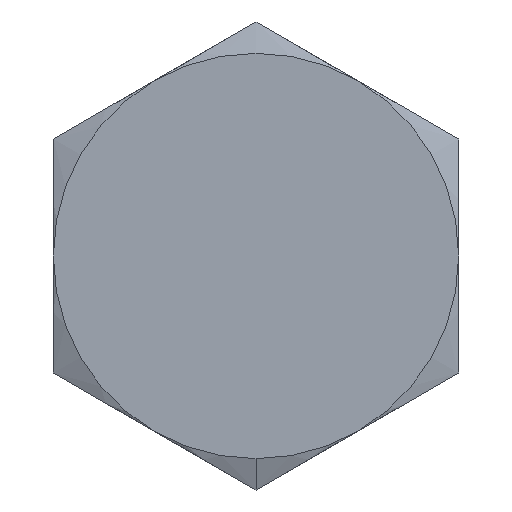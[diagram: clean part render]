
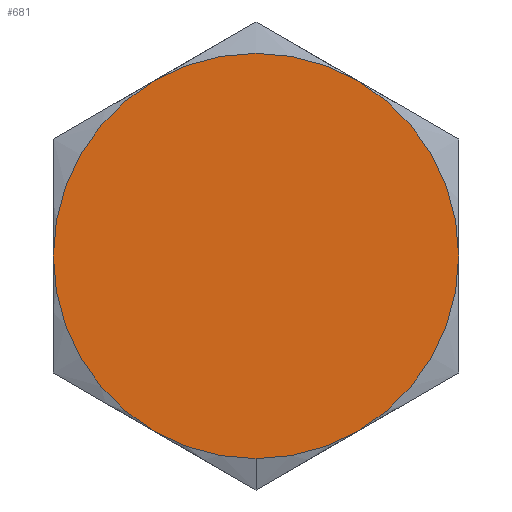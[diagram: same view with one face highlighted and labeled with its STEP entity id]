
A CAD part, left-side view. The second image highlights one B-rep face of the part: STEP entity #681.
In plain terms, the highlighted planar face has unit normal (-1, 0, 0).
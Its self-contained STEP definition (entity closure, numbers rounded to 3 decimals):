
#10 = DIRECTION ( 'NONE',  ( -1., 0., 0. ) ) ;
#25 = ORIENTED_EDGE ( 'NONE', *, *, #81, .F. ) ;
#35 = CARTESIAN_POINT ( 'NONE',  ( 0., 0., 0. ) ) ;
#39 = CIRCLE ( 'NONE', #187, 2.66 ) ;
#62 = DIRECTION ( 'NONE',  ( 0., 0., -1. ) ) ;
#71 = DIRECTION ( 'NONE',  ( 0., 0., -1. ) ) ;
#75 = DIRECTION ( 'NONE',  ( 1., 0., 0. ) ) ;
#81 = EDGE_CURVE ( 'NONE', #221, #778, #360, .T. ) ;
#83 = CIRCLE ( 'NONE', #324, 2.66 ) ;
#90 = CARTESIAN_POINT ( 'NONE',  ( 0., 0., 0. ) ) ;
#98 = DIRECTION ( 'NONE',  ( 1., 0., 0. ) ) ;
#107 = VERTEX_POINT ( 'NONE', #560 ) ;
#108 = AXIS2_PLACEMENT_3D ( 'NONE', #388, #137, #397 ) ;
#112 = DIRECTION ( 'NONE',  ( 1., 0., 0. ) ) ;
#126 = CARTESIAN_POINT ( 'NONE',  ( 0., -1.33, -2.304 ) ) ;
#137 = DIRECTION ( 'NONE',  ( 1., 0., 0. ) ) ;
#148 = FACE_OUTER_BOUND ( 'NONE', #581, .T. ) ;
#156 = DIRECTION ( 'NONE',  ( 1., 0., 0. ) ) ;
#161 = EDGE_CURVE ( 'NONE', #565, #221, #39, .T. ) ;
#178 = ORIENTED_EDGE ( 'NONE', *, *, #219, .T. ) ;
#187 = AXIS2_PLACEMENT_3D ( 'NONE', #276, #75, #71 ) ;
#209 = DIRECTION ( 'NONE',  ( 0., 0., 1. ) ) ;
#219 = EDGE_CURVE ( 'NONE', #572, #778, #83, .T. ) ;
#221 = VERTEX_POINT ( 'NONE', #458 ) ;
#244 = CARTESIAN_POINT ( 'NONE',  ( 0., 1.33, 2.304 ) ) ;
#258 = AXIS2_PLACEMENT_3D ( 'NONE', #341, #488, #289 ) ;
#271 = CIRCLE ( 'NONE', #258, 2.66 ) ;
#276 = CARTESIAN_POINT ( 'NONE',  ( 0., 0., 0. ) ) ;
#280 = VERTEX_POINT ( 'NONE', #540 ) ;
#289 = DIRECTION ( 'NONE',  ( 0., 0., -1. ) ) ;
#292 = DIRECTION ( 'NONE',  ( 0., 0., -1. ) ) ;
#305 = ORIENTED_EDGE ( 'NONE', *, *, #161, .F. ) ;
#306 = CARTESIAN_POINT ( 'NONE',  ( 0., 0., -2.66 ) ) ;
#324 = AXIS2_PLACEMENT_3D ( 'NONE', #90, #10, #209 ) ;
#335 = ORIENTED_EDGE ( 'NONE', *, *, #809, .F. ) ;
#341 = CARTESIAN_POINT ( 'NONE',  ( 0., 0., 0. ) ) ;
#360 = CIRCLE ( 'NONE', #677, 2.66 ) ;
#363 = CIRCLE ( 'NONE', #734, 2.66 ) ;
#368 = DIRECTION ( 'NONE',  ( 0., 0., -1. ) ) ;
#388 = CARTESIAN_POINT ( 'NONE',  ( 0., 0., -3.072 ) ) ;
#397 = DIRECTION ( 'NONE',  ( 0., 0., -1. ) ) ;
#421 = DIRECTION ( 'NONE',  ( 0., 0., -1. ) ) ;
#446 = CIRCLE ( 'NONE', #553, 2.66 ) ;
#456 = PLANE ( 'NONE',  #108 ) ;
#458 = CARTESIAN_POINT ( 'NONE',  ( 0., 1.33, -2.304 ) ) ;
#475 = EDGE_CURVE ( 'NONE', #572, #280, #446, .T. ) ;
#488 = DIRECTION ( 'NONE',  ( 1., 0., 0. ) ) ;
#500 = DIRECTION ( 'NONE',  ( 1., 0., 0. ) ) ;
#529 = AXIS2_PLACEMENT_3D ( 'NONE', #35, #156, #292 ) ;
#536 = ORIENTED_EDGE ( 'NONE', *, *, #838, .F. ) ;
#540 = CARTESIAN_POINT ( 'NONE',  ( 0., -1.33, 2.304 ) ) ;
#553 = AXIS2_PLACEMENT_3D ( 'NONE', #761, #500, #62 ) ;
#560 = CARTESIAN_POINT ( 'NONE',  ( 0., -2.66, 0. ) ) ;
#565 = VERTEX_POINT ( 'NONE', #306 ) ;
#572 = VERTEX_POINT ( 'NONE', #244 ) ;
#581 = EDGE_LOOP ( 'NONE', ( #25, #305, #335, #844, #536, #698, #178 ) ) ;
#585 = VERTEX_POINT ( 'NONE', #126 ) ;
#608 = CIRCLE ( 'NONE', #529, 2.66 ) ;
#677 = AXIS2_PLACEMENT_3D ( 'NONE', #697, #112, #368 ) ;
#681 = ADVANCED_FACE ( 'NONE', ( #148 ), #456, .F. ) ;
#697 = CARTESIAN_POINT ( 'NONE',  ( 0., 0., 0. ) ) ;
#698 = ORIENTED_EDGE ( 'NONE', *, *, #475, .F. ) ;
#734 = AXIS2_PLACEMENT_3D ( 'NONE', #739, #98, #421 ) ;
#739 = CARTESIAN_POINT ( 'NONE',  ( 0., 0., 0. ) ) ;
#761 = CARTESIAN_POINT ( 'NONE',  ( 0., 0., 0. ) ) ;
#778 = VERTEX_POINT ( 'NONE', #812 ) ;
#783 = EDGE_CURVE ( 'NONE', #107, #585, #363, .T. ) ;
#809 = EDGE_CURVE ( 'NONE', #585, #565, #271, .T. ) ;
#812 = CARTESIAN_POINT ( 'NONE',  ( 0., 2.66, 0. ) ) ;
#838 = EDGE_CURVE ( 'NONE', #280, #107, #608, .T. ) ;
#844 = ORIENTED_EDGE ( 'NONE', *, *, #783, .F. ) ;
